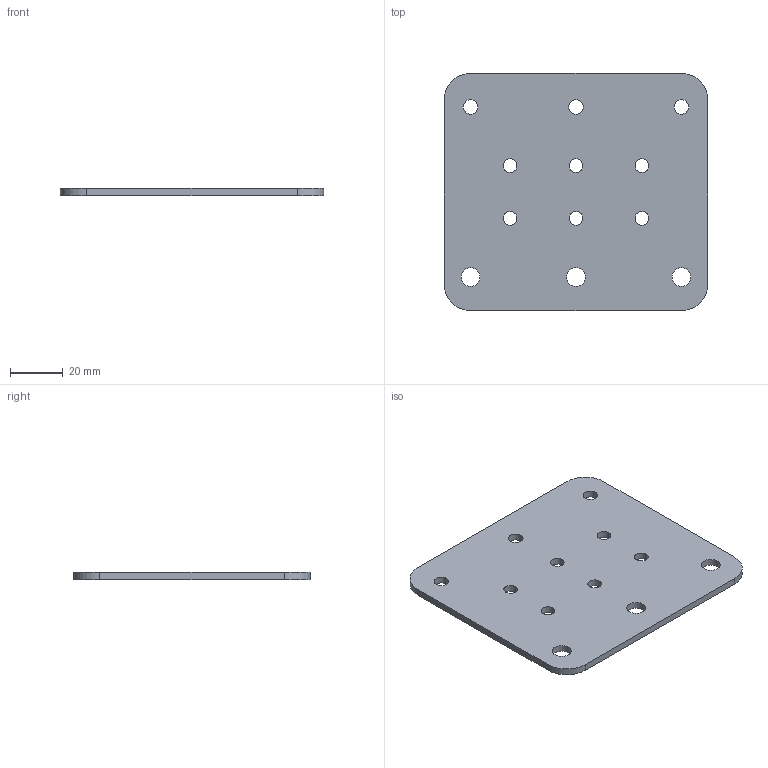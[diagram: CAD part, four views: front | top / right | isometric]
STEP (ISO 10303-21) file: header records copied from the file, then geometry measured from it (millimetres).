
FILE_DESCRIPTION(/* description */ ('Spindle Mount Plate (12ga)'),/* implementation_level */ '2;1');
FILE_NAME(/* name */ 'spindle_mount_plate.ipt.step',/* time_stamp */ '2013-11-18T15:50:21-06:00',/* author */ ('Edward'),/* organization */ (''),/* preprocessor_version */ 'ST-DEVELOPER v15.2',/* originating_system */ 'Autodesk Inventor 2014',/* authorisation */ 'PER BARRY PROCK 8-22-13');
FILE_SCHEMA (('CONFIG_CONTROL_DESIGN','AUTOMOTIVE_DESIGN { 1 0 10303 214 3 1 1 }'));
Length unit declared in the file: millimetre
Products named in the file (1): spindle_mount_plate
Bounding box: 100 x 90 x 2.66 mm (x, y, z)
Volume: 22836.7 mm3; surface area: 18731.7 mm2
Topology: 1 solids, 1 shells, 22 faces, 60 edges, 40 vertices
Faces by surface type: cylinder 16, plane 6
Full cylindrical faces by diameter (mm): 5.2 x6, 5.5 x3, 7.137 x3
Entity records: 725 total; most frequent: DIRECTION 126, CARTESIAN_POINT 111, ORIENTED_EDGE 96, EDGE_LOOP 58, AXIS2_PLACEMENT_3D 55, EDGE_CURVE 48, VERTEX_POINT 40, FACE_BOUND 38
